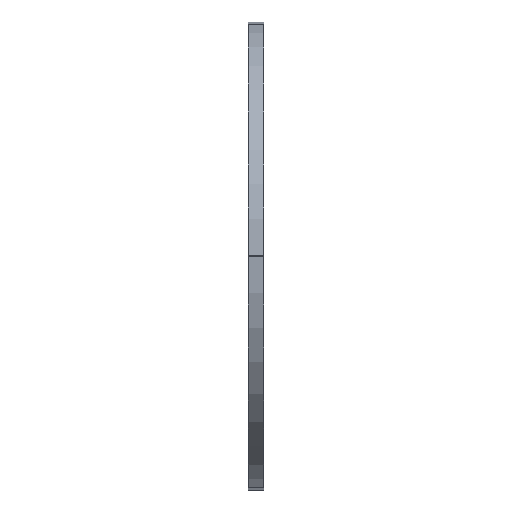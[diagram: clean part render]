
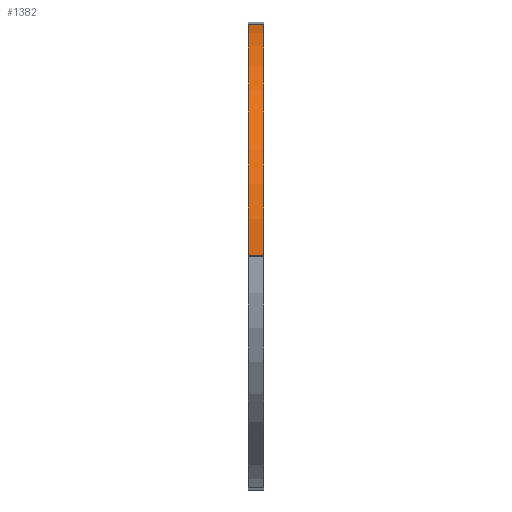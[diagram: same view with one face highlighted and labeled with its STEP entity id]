
A CAD part, left-side view. The second image highlights one B-rep face of the part: STEP entity #1382.
In plain terms, the highlighted cylindrical face has radius 147.5 mm (diameter 295 mm), a partial arc.
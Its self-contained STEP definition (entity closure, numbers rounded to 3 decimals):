
#127=FACE_OUTER_BOUND('',#176,.T.);
#176=EDGE_LOOP('',(#1099,#1100,#1101,#1102));
#295=LINE('',#2418,#356);
#296=LINE('',#2421,#357);
#356=VECTOR('',#1996,1000.);
#357=VECTOR('',#1999,1000.);
#516=CIRCLE('',#1588,147.5);
#517=CIRCLE('',#1589,147.5);
#666=VERTEX_POINT('',#2414);
#667=VERTEX_POINT('',#2415);
#668=VERTEX_POINT('',#2417);
#669=VERTEX_POINT('',#2419);
#859=EDGE_CURVE('',#666,#667,#516,.T.);
#860=EDGE_CURVE('',#666,#668,#295,.T.);
#861=EDGE_CURVE('',#668,#669,#517,.T.);
#862=EDGE_CURVE('',#669,#667,#296,.T.);
#1099=ORIENTED_EDGE('',*,*,#859,.F.);
#1100=ORIENTED_EDGE('',*,*,#860,.T.);
#1101=ORIENTED_EDGE('',*,*,#861,.T.);
#1102=ORIENTED_EDGE('',*,*,#862,.T.);
#1342=CYLINDRICAL_SURFACE('',#1587,147.5);
#1382=ADVANCED_FACE('',(#127),#1342,.T.);
#1587=AXIS2_PLACEMENT_3D('',#2413,#1992,#1993);
#1588=AXIS2_PLACEMENT_3D('',#2416,#1994,#1995);
#1589=AXIS2_PLACEMENT_3D('',#2420,#1997,#1998);
#1992=DIRECTION('center_axis',(0.,-1.,0.));
#1993=DIRECTION('ref_axis',(0.,0.,-1.));
#1994=DIRECTION('center_axis',(0.,1.,0.));
#1995=DIRECTION('ref_axis',(0.,0.,1.));
#1996=DIRECTION('',(0.,-1.,0.));
#1997=DIRECTION('center_axis',(0.,1.,0.));
#1998=DIRECTION('ref_axis',(0.,0.,1.));
#1999=DIRECTION('',(0.,1.,0.));
#2413=CARTESIAN_POINT('Origin',(0.,10.,0.));
#2414=CARTESIAN_POINT('',(-147.5,10.,0.1));
#2415=CARTESIAN_POINT('',(-23.961,10.,145.541));
#2416=CARTESIAN_POINT('Origin',(0.,10.,0.));
#2417=CARTESIAN_POINT('',(-147.5,0.,0.1));
#2418=CARTESIAN_POINT('',(-147.5,10.,0.1));
#2419=CARTESIAN_POINT('',(-23.961,0.,145.541));
#2420=CARTESIAN_POINT('Origin',(0.,0.,0.));
#2421=CARTESIAN_POINT('',(-23.961,10.,145.541));
